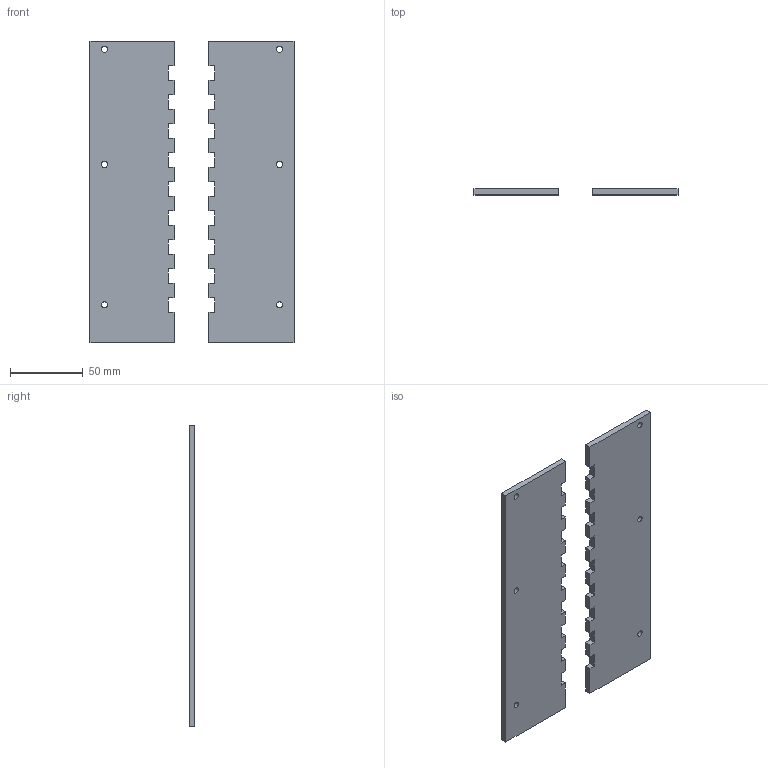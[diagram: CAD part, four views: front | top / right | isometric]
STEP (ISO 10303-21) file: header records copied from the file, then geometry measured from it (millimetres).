
FILE_DESCRIPTION(/* description */ (''),/* implementation_level */ '2;1');
FILE_NAME(/* name */ '',/* time_stamp */ '2025-01-29T17:03:07+03:00',/* author */ ('Phantom'),/* organization */ (''),/* preprocessor_version */ 'ST-DEVELOPER v20',/* originating_system */ 'Autodesk Inventor 2025',/* authorisation */ '');
FILE_SCHEMA (('AUTOMOTIVE_DESIGN { 1 0 10303 214 3 1 1 }'));
Length unit declared in the file: millimetre
Products named in the file (1): стульчак
Bounding box: 140.65 x 4 x 208.02 mm (x, y, z)
Volume: 93881.9 mm3; surface area: 52095.2 mm2
Topology: 2 solids, 2 shells, 90 faces, 258 edges, 175 vertices
Faces by surface type: plane 84, cylinder 6
Full cylindrical faces by diameter (mm): 4.2 x6
Entity records: 2973 total; most frequent: CARTESIAN_POINT 524, ORIENTED_EDGE 516, DIRECTION 452, EDGE_CURVE 258, LINE 246, VECTOR 246, VERTEX_POINT 172, AXIS2_PLACEMENT_3D 103
